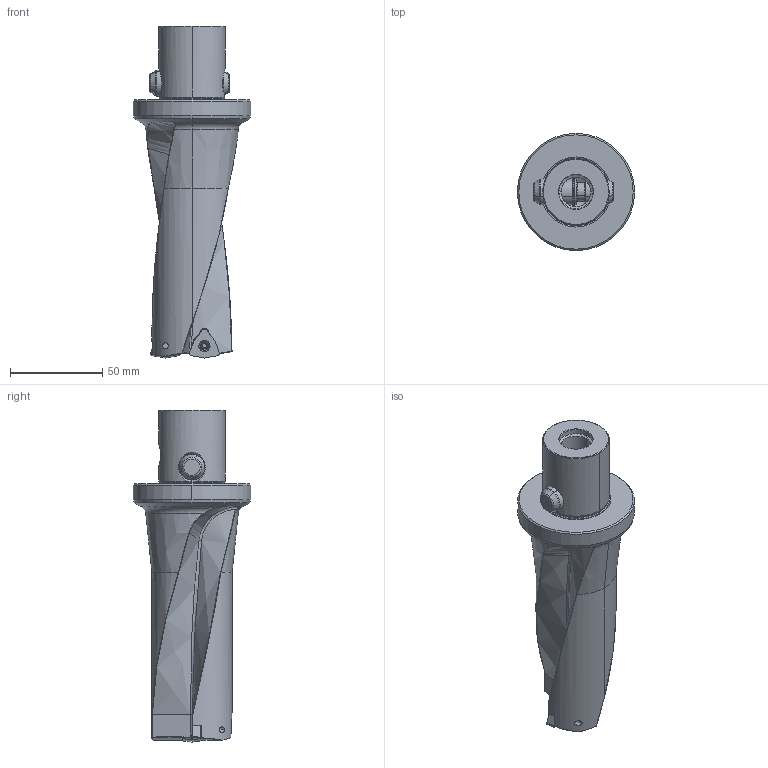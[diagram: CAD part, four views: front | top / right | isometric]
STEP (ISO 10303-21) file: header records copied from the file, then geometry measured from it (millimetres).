
FILE_DESCRIPTION(('no description'),'unknown implementation level');
FILE_NAME('7527FFFE-2B13-4A2A-BDF6-CF43E27DDE5D_export.stp',' ',('CIMSOURCE GmbH'),('CADClick - KiM GmbH - www.kimweb.de'),'unknown preprocess','ACIS','unknown authorization');
FILE_SCHEMA(('automotive_design'));
Length unit declared in the file: millimetre
Products named in the file (7): 336.645 Kaiser WB 45-90 X CK6|336.645 Kaiser WB 45-90 X CK6_Standard-2;NONE; 336.645 Kaiser WB 45-90 X CK6|336.645 Kaiser WB 45-90 X CK6_Standard-1;NONE; 336.645 Kaiser WB 45-90 X CK6|336.645 Kaiser WB 45-90 X CK6_Standard;NONE; 336.645 Kaiser WB 45-90 X CK6|694.143 Kaiser ETL M4 X 11,8 T15 IP 10S_Standard;NONE; 336.645 Kaiser WB 45-90 X CK6|691.506 Kaiser ETL D14 X 43K_Standard|691.526 Mitnehmerbolzen_Standard;NONE; 336.645 Kaiser WB 45-90 X CK6|691.506 Kaiser ETL D14 X 43K_Standard|693.305 Sprengring_Standard;NONE
Bounding box: 63.5 x 63.5 x 180 mm (x, y, z)
Volume: 198651.5 mm3; surface area: 40007 mm2
Topology: 7 solids, 7 shells, 379 faces, 918 edges, 556 vertices
Faces by surface type: cylinder 116, plane 85, cone 71, bspline 50, torus 44, sphere 13
Entity records: 49056 total; most frequent: CARTESIAN_POINT 29850, STYLED_ITEM 1857, PRESENTATION_STYLE_ASSIGNMENT 1857, COLOUR_RGB 1857, DIRECTION 1831, ORIENTED_EDGE 1830, EDGE_CURVE 915, CURVE_STYLE 915
